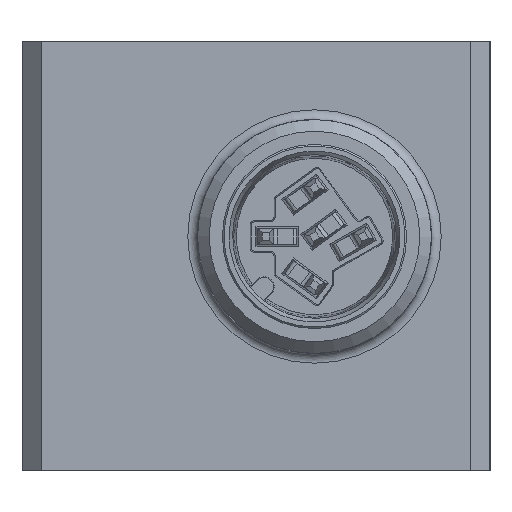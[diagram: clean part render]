
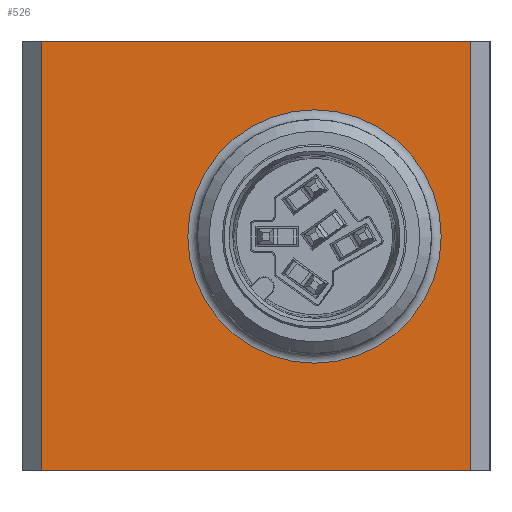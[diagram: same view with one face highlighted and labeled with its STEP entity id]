
A CAD part, left-side view. The second image highlights one B-rep face of the part: STEP entity #526.
In plain terms, the highlighted planar face has unit normal (-1, 0, 0).
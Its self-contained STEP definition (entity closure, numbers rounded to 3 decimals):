
#526 = ADVANCED_FACE( '', ( #1291, #1292 ), #1293, .T. );
#1291 = FACE_BOUND( '', #2793, .T. );
#1292 = FACE_OUTER_BOUND( '', #2794, .T. );
#1293 = PLANE( '', #2795 );
#2793 = EDGE_LOOP( '', ( #5080 ) );
#2794 = EDGE_LOOP( '', ( #5081, #5082, #5083, #5084 ) );
#2795 = AXIS2_PLACEMENT_3D( '', #5085, #5086, #5087 );
#5080 = ORIENTED_EDGE( '', *, *, #6906, .T. );
#5081 = ORIENTED_EDGE( '', *, *, #6907, .T. );
#5082 = ORIENTED_EDGE( '', *, *, #6908, .T. );
#5083 = ORIENTED_EDGE( '', *, *, #6814, .F. );
#5084 = ORIENTED_EDGE( '', *, *, #6626, .T. );
#5085 = CARTESIAN_POINT( '', ( -31., -12., 22. ) );
#5086 = DIRECTION( '', ( -1., 0., 0. ) );
#5087 = DIRECTION( '', ( 0., 0., 1. ) );
#6626 = EDGE_CURVE( '', #7412, #7409, #7413, .T. );
#6814 = EDGE_CURVE( '', #7412, #7731, #7732, .T. );
#6906 = EDGE_CURVE( '', #7875, #7875, #7876, .F. );
#6907 = EDGE_CURVE( '', #7409, #7877, #7878, .T. );
#6908 = EDGE_CURVE( '', #7877, #7731, #7879, .T. );
#7409 = VERTEX_POINT( '', #8575 );
#7412 = VERTEX_POINT( '', #8579 );
#7413 = LINE( '', #8580, #8581 );
#7731 = VERTEX_POINT( '', #9009 );
#7732 = LINE( '', #9010, #9011 );
#7875 = VERTEX_POINT( '', #9201 );
#7876 = CIRCLE( '', #9202, 6.5 );
#7877 = VERTEX_POINT( '', #9203 );
#7878 = LINE( '', #9204, #9205 );
#7879 = LINE( '', #9206, #9207 );
#8575 = CARTESIAN_POINT( '', ( -31., -11., 22. ) );
#8579 = CARTESIAN_POINT( '', ( -31., -11., 0. ) );
#8580 = CARTESIAN_POINT( '', ( -31., -11., 22. ) );
#8581 = VECTOR( '', #10001, 1000. );
#9009 = CARTESIAN_POINT( '', ( -31., 11., 0. ) );
#9010 = CARTESIAN_POINT( '', ( -31., -12., 0. ) );
#9011 = VECTOR( '', #10226, 1000. );
#9201 = CARTESIAN_POINT( '', ( -31., -3., 18.5 ) );
#9202 = AXIS2_PLACEMENT_3D( '', #10337, #10338, #10339 );
#9203 = CARTESIAN_POINT( '', ( -31., 11., 22. ) );
#9204 = CARTESIAN_POINT( '', ( -31., -12., 22. ) );
#9205 = VECTOR( '', #10340, 1000. );
#9206 = CARTESIAN_POINT( '', ( -31., 11., 22. ) );
#9207 = VECTOR( '', #10341, 1000. );
#10001 = DIRECTION( '', ( 0., 0., 1. ) );
#10226 = DIRECTION( '', ( 0., 1., 0. ) );
#10337 = CARTESIAN_POINT( '', ( -31., -3., 12. ) );
#10338 = DIRECTION( '', ( -1., 0., 0. ) );
#10339 = DIRECTION( '', ( 0., 0., 1. ) );
#10340 = DIRECTION( '', ( 0., 1., 0. ) );
#10341 = DIRECTION( '', ( 0., 0., -1. ) );
